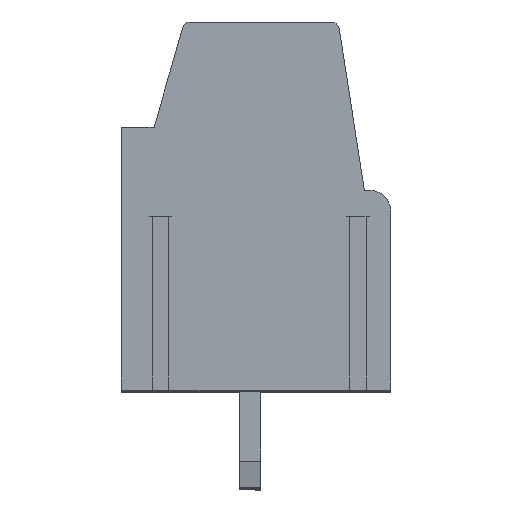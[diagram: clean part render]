
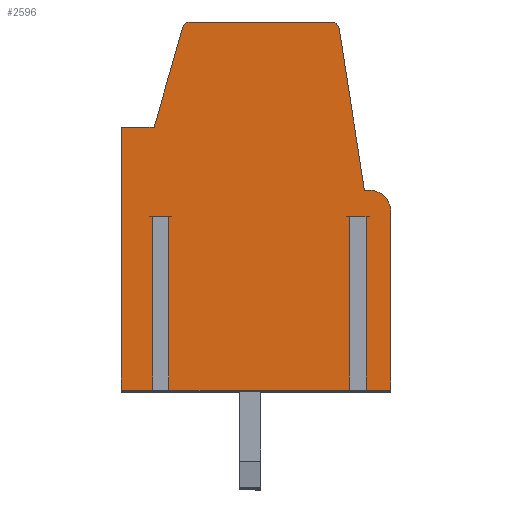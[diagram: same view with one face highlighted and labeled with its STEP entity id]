
A CAD part, top view. The second image highlights one B-rep face of the part: STEP entity #2596.
In plain terms, the highlighted planar face has unit normal (0, 0, 1).
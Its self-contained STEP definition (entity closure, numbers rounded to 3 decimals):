
#2 = VECTOR ( 'NONE', #117, 1000. ) ;
#22 = EDGE_CURVE ( 'NONE', #272, #1721, #1299, .T. ) ;
#81 = CARTESIAN_POINT ( 'NONE',  ( 9.25, 7.6, 7.62 ) ) ;
#86 = DIRECTION ( 'NONE',  ( -1., 0., 0. ) ) ;
#106 = CARTESIAN_POINT ( 'NONE',  ( 9.31, 6.8, 7.62 ) ) ;
#110 = PLANE ( 'NONE',  #1978 ) ;
#117 = DIRECTION ( 'NONE',  ( -1., 0., 0. ) ) ;
#118 = CARTESIAN_POINT ( 'NONE',  ( 9.31, 6.6, 7.62 ) ) ;
#135 = VERTEX_POINT ( 'NONE', #81 ) ;
#138 = DIRECTION ( 'NONE',  ( 0., 0., -1. ) ) ;
#147 = EDGE_CURVE ( 'NONE', #4372, #272, #2398, .T. ) ;
#156 = VERTEX_POINT ( 'NONE', #1284 ) ;
#204 = LINE ( 'NONE', #1760, #3160 ) ;
#272 = VERTEX_POINT ( 'NONE', #118 ) ;
#276 = LINE ( 'NONE', #3681, #532 ) ;
#278 = VERTEX_POINT ( 'NONE', #2014 ) ;
#301 = ORIENTED_EDGE ( 'NONE', *, *, #3067, .F. ) ;
#303 = DIRECTION ( 'NONE',  ( -1., 0., 0. ) ) ;
#305 = ORIENTED_EDGE ( 'NONE', *, *, #2912, .F. ) ;
#347 = LINE ( 'NONE', #610, #1468 ) ;
#372 = LINE ( 'NONE', #1911, #2818 ) ;
#381 = CARTESIAN_POINT ( 'NONE',  ( 1.19, 6.6, 7.62 ) ) ;
#391 = VERTEX_POINT ( 'NONE', #2179 ) ;
#394 = CARTESIAN_POINT ( 'NONE',  ( 10.25, 6.8, 7.62 ) ) ;
#443 = VERTEX_POINT ( 'NONE', #3702 ) ;
#477 = FACE_OUTER_BOUND ( 'NONE', #2349, .T. ) ;
#487 = VERTEX_POINT ( 'NONE', #4028 ) ;
#507 = VECTOR ( 'NONE', #4280, 1000. ) ;
#515 = LINE ( 'NONE', #2044, #2056 ) ;
#532 = VECTOR ( 'NONE', #303, 1000. ) ;
#581 = EDGE_CURVE ( 'NONE', #391, #2740, #1297, .T. ) ;
#610 = CARTESIAN_POINT ( 'NONE',  ( 1.81, 6.8, 7.62 ) ) ;
#818 = CARTESIAN_POINT ( 'NONE',  ( 8.69, 0., 7.62 ) ) ;
#821 = VERTEX_POINT ( 'NONE', #2908 ) ;
#835 = EDGE_CURVE ( 'NONE', #1721, #2779, #2104, .T. ) ;
#847 = VERTEX_POINT ( 'NONE', #1771 ) ;
#928 = EDGE_CURVE ( 'NONE', #3217, #1882, #372, .T. ) ;
#1223 = EDGE_CURVE ( 'NONE', #156, #4372, #1304, .T. ) ;
#1235 = EDGE_CURVE ( 'NONE', #1559, #821, #1535, .T. ) ;
#1279 = DIRECTION ( 'NONE',  ( 0., 0., -1. ) ) ;
#1284 = CARTESIAN_POINT ( 'NONE',  ( 10.25, 0., 7.62 ) ) ;
#1297 = CIRCLE ( 'NONE', #3354, 0.3 ) ;
#1299 = LINE ( 'NONE', #2503, #2 ) ;
#1304 = LINE ( 'NONE', #4677, #507 ) ;
#1328 = CARTESIAN_POINT ( 'NONE',  ( 9.31, 0., 7.62 ) ) ;
#1342 = CARTESIAN_POINT ( 'NONE',  ( 2.626, 14., 7.62 ) ) ;
#1361 = CARTESIAN_POINT ( 'NONE',  ( 8.69, 6.6, 7.62 ) ) ;
#1375 = VECTOR ( 'NONE', #4720, 1000. ) ;
#1468 = VECTOR ( 'NONE', #1888, 1000. ) ;
#1507 = LINE ( 'NONE', #3035, #1569 ) ;
#1517 = CARTESIAN_POINT ( 'NONE',  ( 9.45, 10., 7.62 ) ) ;
#1535 = CIRCLE ( 'NONE', #1950, 0.3 ) ;
#1559 = VERTEX_POINT ( 'NONE', #2905 ) ;
#1569 = VECTOR ( 'NONE', #3465, 1000. ) ;
#1681 = EDGE_CURVE ( 'NONE', #278, #1882, #347, .T. ) ;
#1719 = VECTOR ( 'NONE', #4544, 1000. ) ;
#1721 = VERTEX_POINT ( 'NONE', #1361 ) ;
#1760 = CARTESIAN_POINT ( 'NONE',  ( 1.19, 6.8, 7.62 ) ) ;
#1771 = CARTESIAN_POINT ( 'NONE',  ( 10.25, 6.8, 7.62 ) ) ;
#1813 = VECTOR ( 'NONE', #4241, 1000. ) ;
#1825 = ORIENTED_EDGE ( 'NONE', *, *, #3474, .F. ) ;
#1882 = VERTEX_POINT ( 'NONE', #4204 ) ;
#1888 = DIRECTION ( 'NONE',  ( 0., 1., 0. ) ) ;
#1892 = ORIENTED_EDGE ( 'NONE', *, *, #147, .F. ) ;
#1896 = VERTEX_POINT ( 'NONE', #2317 ) ;
#1911 = CARTESIAN_POINT ( 'NONE',  ( 1.943, 6.6, 7.62 ) ) ;
#1950 = AXIS2_PLACEMENT_3D ( 'NONE', #2760, #1279, #3112 ) ;
#1954 = ORIENTED_EDGE ( 'NONE', *, *, #4329, .F. ) ;
#1978 = AXIS2_PLACEMENT_3D ( 'NONE', #3508, #138, #86 ) ;
#2014 = CARTESIAN_POINT ( 'NONE',  ( 1.81, 0., 7.62 ) ) ;
#2015 = LINE ( 'NONE', #3921, #3885 ) ;
#2044 = CARTESIAN_POINT ( 'NONE',  ( 1.25, 10., 7.62 ) ) ;
#2056 = VECTOR ( 'NONE', #3553, 1000. ) ;
#2078 = DIRECTION ( 'NONE',  ( 0.154, -0.988, 0. ) ) ;
#2086 = ORIENTED_EDGE ( 'NONE', *, *, #2812, .F. ) ;
#2104 = LINE ( 'NONE', #2886, #1375 ) ;
#2179 = CARTESIAN_POINT ( 'NONE',  ( 2.338, 13.783, 7.62 ) ) ;
#2193 = CARTESIAN_POINT ( 'NONE',  ( 0., 10., 7.62 ) ) ;
#2262 = LINE ( 'NONE', #3009, #4122 ) ;
#2273 = CARTESIAN_POINT ( 'NONE',  ( 9.45, 14., 7.62 ) ) ;
#2317 = CARTESIAN_POINT ( 'NONE',  ( 9.45, 7.6, 7.62 ) ) ;
#2349 = EDGE_LOOP ( 'NONE', ( #305, #4104, #1825, #3834, #4861, #4757, #2946, #4358, #4392, #3323, #1892, #2927, #4134, #301, #1954, #3830, #2948, #2086, #3838 ) ) ;
#2353 = LINE ( 'NONE', #1517, #2933 ) ;
#2382 = LINE ( 'NONE', #4269, #1813 ) ;
#2398 = LINE ( 'NONE', #106, #3595 ) ;
#2483 = EDGE_CURVE ( 'NONE', #3703, #4374, #2353, .T. ) ;
#2503 = CARTESIAN_POINT ( 'NONE',  ( 8.557, 6.6, 7.62 ) ) ;
#2542 = CARTESIAN_POINT ( 'NONE',  ( 9.45, 6.8, 7.62 ) ) ;
#2596 = ADVANCED_FACE ( 'NONE', ( #477 ), #110, .F. ) ;
#2655 = DIRECTION ( 'NONE',  ( -1., 0., 0. ) ) ;
#2666 = EDGE_CURVE ( 'NONE', #3217, #443, #204, .T. ) ;
#2710 = LINE ( 'NONE', #394, #1719 ) ;
#2740 = VERTEX_POINT ( 'NONE', #1342 ) ;
#2760 = CARTESIAN_POINT ( 'NONE',  ( 7.993, 13.7, 7.62 ) ) ;
#2779 = VERTEX_POINT ( 'NONE', #818 ) ;
#2812 = EDGE_CURVE ( 'NONE', #2740, #1559, #4587, .T. ) ;
#2818 = VECTOR ( 'NONE', #3411, 1000. ) ;
#2886 = CARTESIAN_POINT ( 'NONE',  ( 8.69, 6.8, 7.62 ) ) ;
#2905 = CARTESIAN_POINT ( 'NONE',  ( 7.993, 14., 7.62 ) ) ;
#2908 = CARTESIAN_POINT ( 'NONE',  ( 8.29, 13.746, 7.62 ) ) ;
#2912 = EDGE_CURVE ( 'NONE', #4374, #391, #515, .T. ) ;
#2927 = ORIENTED_EDGE ( 'NONE', *, *, #1223, .F. ) ;
#2933 = VECTOR ( 'NONE', #3863, 1000. ) ;
#2946 = ORIENTED_EDGE ( 'NONE', *, *, #1681, .F. ) ;
#2948 = ORIENTED_EDGE ( 'NONE', *, *, #1235, .F. ) ;
#3009 = CARTESIAN_POINT ( 'NONE',  ( 9.45, 0., 7.62 ) ) ;
#3035 = CARTESIAN_POINT ( 'NONE',  ( 9.25, 7.6, 7.62 ) ) ;
#3067 = EDGE_CURVE ( 'NONE', #1896, #847, #4577, .T. ) ;
#3109 = DIRECTION ( 'NONE',  ( -1., 0., 0. ) ) ;
#3112 = DIRECTION ( 'NONE',  ( -1., 0., 0. ) ) ;
#3160 = VECTOR ( 'NONE', #3730, 1000. ) ;
#3217 = VERTEX_POINT ( 'NONE', #381 ) ;
#3285 = DIRECTION ( 'NONE',  ( 0., 1., 0. ) ) ;
#3323 = ORIENTED_EDGE ( 'NONE', *, *, #22, .F. ) ;
#3354 = AXIS2_PLACEMENT_3D ( 'NONE', #4627, #4521, #2655 ) ;
#3411 = DIRECTION ( 'NONE',  ( 1., 0., 0. ) ) ;
#3465 = DIRECTION ( 'NONE',  ( 1., 0., 0. ) ) ;
#3474 = EDGE_CURVE ( 'NONE', #487, #3703, #2382, .T. ) ;
#3503 = EDGE_CURVE ( 'NONE', #847, #156, #2710, .T. ) ;
#3508 = CARTESIAN_POINT ( 'NONE',  ( 9.45, 6.8, 7.62 ) ) ;
#3553 = DIRECTION ( 'NONE',  ( 0.276, 0.961, 0. ) ) ;
#3595 = VECTOR ( 'NONE', #3285, 1000. ) ;
#3650 = DIRECTION ( 'NONE',  ( 0., 0., -1. ) ) ;
#3681 = CARTESIAN_POINT ( 'NONE',  ( 10.25, 0., 7.62 ) ) ;
#3702 = CARTESIAN_POINT ( 'NONE',  ( 1.19, 0., 7.62 ) ) ;
#3703 = VERTEX_POINT ( 'NONE', #2193 ) ;
#3719 = EDGE_CURVE ( 'NONE', #2779, #278, #276, .T. ) ;
#3730 = DIRECTION ( 'NONE',  ( 0., -1., 0. ) ) ;
#3830 = ORIENTED_EDGE ( 'NONE', *, *, #4436, .F. ) ;
#3834 = ORIENTED_EDGE ( 'NONE', *, *, #4301, .F. ) ;
#3838 = ORIENTED_EDGE ( 'NONE', *, *, #581, .F. ) ;
#3863 = DIRECTION ( 'NONE',  ( 1., 0., 0. ) ) ;
#3885 = VECTOR ( 'NONE', #2078, 1000. ) ;
#3921 = CARTESIAN_POINT ( 'NONE',  ( 8.29, 13.746, 7.62 ) ) ;
#4028 = CARTESIAN_POINT ( 'NONE',  ( 0., 0., 7.62 ) ) ;
#4073 = DIRECTION ( 'NONE',  ( -1., 0., 0. ) ) ;
#4104 = ORIENTED_EDGE ( 'NONE', *, *, #2483, .F. ) ;
#4122 = VECTOR ( 'NONE', #3109, 1000. ) ;
#4134 = ORIENTED_EDGE ( 'NONE', *, *, #3503, .F. ) ;
#4204 = CARTESIAN_POINT ( 'NONE',  ( 1.81, 6.6, 7.62 ) ) ;
#4211 = DIRECTION ( 'NONE',  ( 1., 0., 0. ) ) ;
#4241 = DIRECTION ( 'NONE',  ( 0., 1., 0. ) ) ;
#4269 = CARTESIAN_POINT ( 'NONE',  ( 0., 0., 7.62 ) ) ;
#4280 = DIRECTION ( 'NONE',  ( -1., 0., 0. ) ) ;
#4301 = EDGE_CURVE ( 'NONE', #443, #487, #2262, .T. ) ;
#4329 = EDGE_CURVE ( 'NONE', #135, #1896, #1507, .T. ) ;
#4358 = ORIENTED_EDGE ( 'NONE', *, *, #3719, .F. ) ;
#4372 = VERTEX_POINT ( 'NONE', #1328 ) ;
#4374 = VERTEX_POINT ( 'NONE', #4674 ) ;
#4392 = ORIENTED_EDGE ( 'NONE', *, *, #835, .F. ) ;
#4436 = EDGE_CURVE ( 'NONE', #821, #135, #2015, .T. ) ;
#4521 = DIRECTION ( 'NONE',  ( 0., 0., -1. ) ) ;
#4544 = DIRECTION ( 'NONE',  ( 0., -1., 0. ) ) ;
#4577 = CIRCLE ( 'NONE', #4658, 0.8 ) ;
#4587 = LINE ( 'NONE', #2273, #4730 ) ;
#4627 = CARTESIAN_POINT ( 'NONE',  ( 2.626, 13.7, 7.62 ) ) ;
#4658 = AXIS2_PLACEMENT_3D ( 'NONE', #2542, #3650, #4073 ) ;
#4674 = CARTESIAN_POINT ( 'NONE',  ( 1.25, 10., 7.62 ) ) ;
#4677 = CARTESIAN_POINT ( 'NONE',  ( 10.25, 0., 7.62 ) ) ;
#4720 = DIRECTION ( 'NONE',  ( 0., -1., 0. ) ) ;
#4730 = VECTOR ( 'NONE', #4211, 1000. ) ;
#4757 = ORIENTED_EDGE ( 'NONE', *, *, #928, .T. ) ;
#4861 = ORIENTED_EDGE ( 'NONE', *, *, #2666, .F. ) ;
